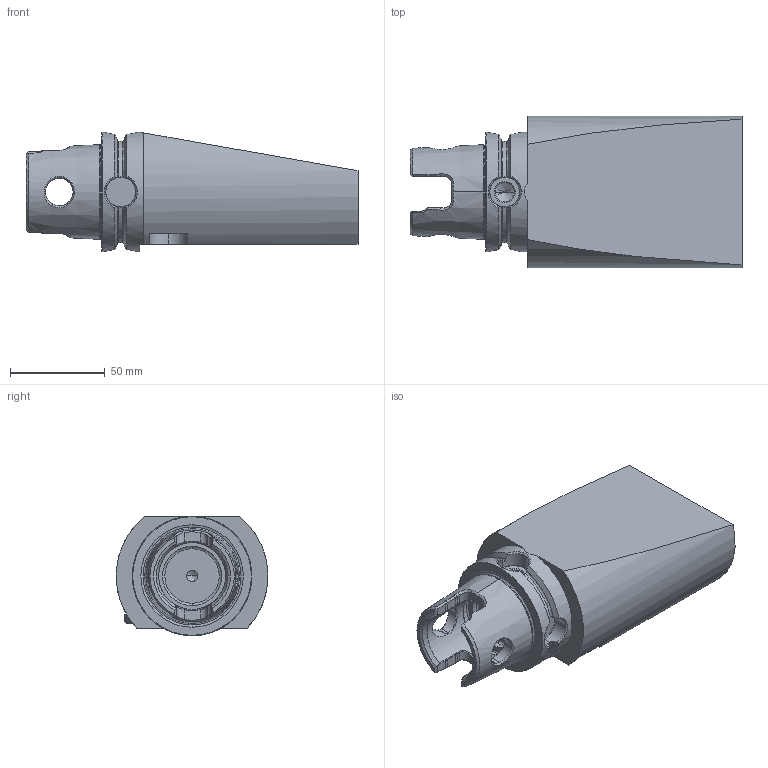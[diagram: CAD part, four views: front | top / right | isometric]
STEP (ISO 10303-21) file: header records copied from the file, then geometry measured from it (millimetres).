
FILE_DESCRIPTION (( 'STEP AP203' ), '1' );
FILE_NAME ('KU6.AM3.K11.135.STEP', '2018-02-14T10:49:48', ( 'SWIAdmin' ), ( 'Hewlett-Packard Company' ), 'SwSTEP 2.0', 'SolidWorks 2017', '' );
FILE_SCHEMA (( 'CONFIG_CONTROL_DESIGN' ));
Length unit declared in the file: millimetre
Products named in the file (6): AM3-ER1.001.020_PreviewCfg; KU6.AM3.K11.135; KU6-AM3.K11.135_B; ISO 4762 - M6 x 16_PreviewCfg; KVT_MB_600_060; ISO 4035 - M8_PreviewCfg
Assembly tree (7 placements, depth 2):
  KU6.AM3.K11.135
    KU6-AM3.K11.135_B
    ISO 4762 - M6 x 16_PreviewCfg  x3
    KVT_MB_600_060
    ISO 4035 - M8_PreviewCfg
    AM3-ER1.001.020_PreviewCfg
Bounding box: 174.95 x 79.92 x 62.95 mm (x, y, z)
Volume: 431545.8 mm3; surface area: 63245.6 mm2
Topology: 8 solids, 8 shells, 493 faces, 1231 edges, 747 vertices
Faces by surface type: plane 155, cylinder 118, cone 116, bspline 58, torus 44, sphere 2
Entity records: 17526 total; most frequent: CARTESIAN_POINT 7021, ORIENTED_EDGE 2184, DIRECTION 1843, EDGE_CURVE 1092, AXIS2_PLACEMENT_3D 734, VERTEX_POINT 678, EDGE_LOOP 476, FACE_OUTER_BOUND 439
